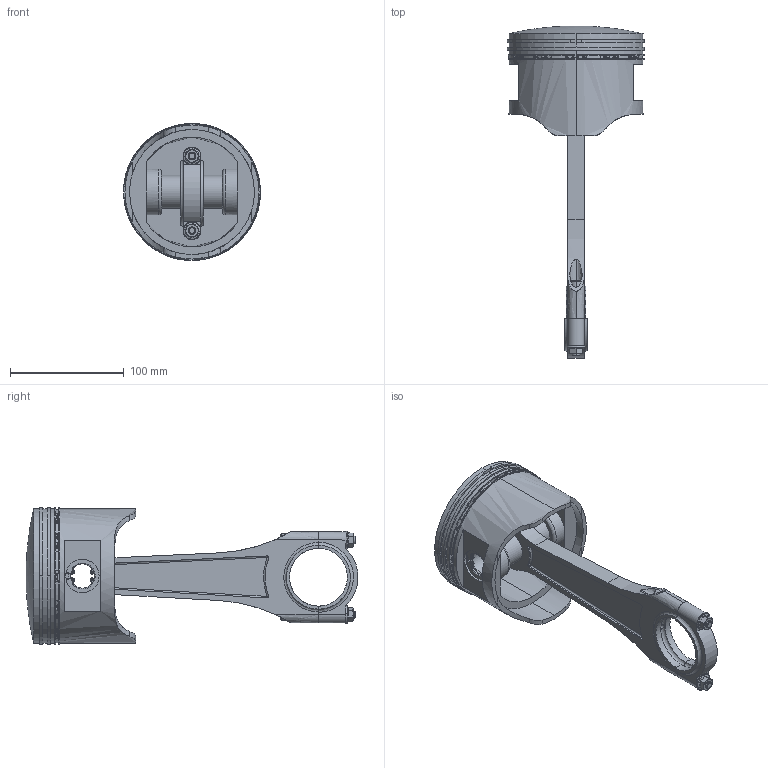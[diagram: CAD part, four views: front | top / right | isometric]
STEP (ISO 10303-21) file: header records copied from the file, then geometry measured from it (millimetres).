
FILE_DESCRIPTION(('FreeCAD Model'),'2;1');
FILE_NAME('Open CASCADE Shape Model','2025-05-04T11:26:17',('FreeCAD'),( 'FreeCAD'),'Open CASCADE STEP processor 7.6','FreeCAD','Unknown');
FILE_SCHEMA(('AUTOMOTIVE_DESIGN { 1 0 10303 214 1 1 1 1 }'));
Products named in the file (1): Open CASCADE STEP translator 7.6 1
Bounding box: 120.71 x 292.38 x 120.58 mm (x, y, z)
Volume: 549022.1 mm3; surface area: 174261 mm2
Topology: 14 solids, 14 shells, 1979 faces, 6115 edges, 4016 vertices
Faces by surface type: bspline 1979
Entity records: 81302 total; most frequent: CARTESIAN_POINT 47682, ORIENTED_EDGE 12204, EDGE_CURVE 6102, B_SPLINE_CURVE_WITH_KNOTS 4436, VERTEX_POINT 4016, FACE_BOUND 2058, EDGE_LOOP 2058, ADVANCED_FACE 1979
